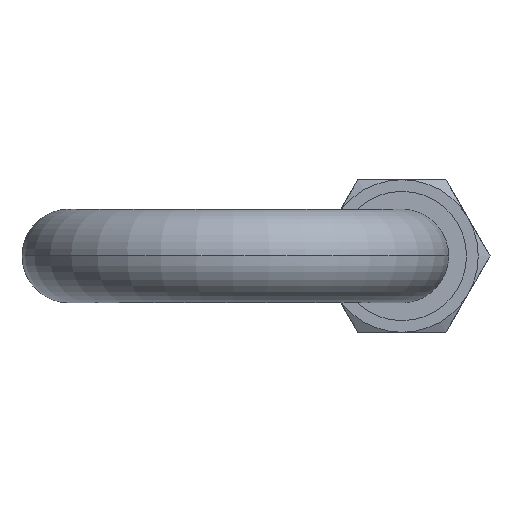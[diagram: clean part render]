
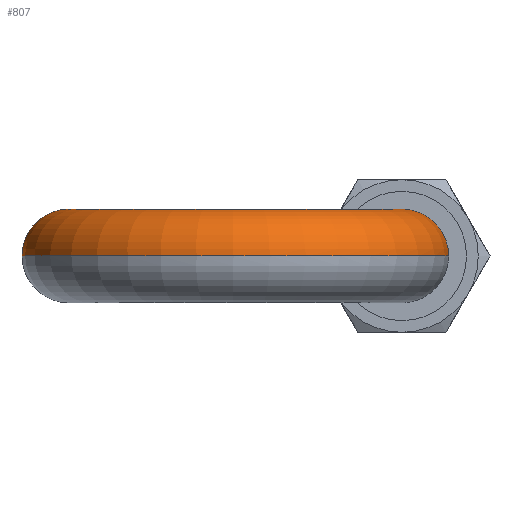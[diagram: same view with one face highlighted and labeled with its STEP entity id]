
A CAD part, front view. The second image highlights one B-rep face of the part: STEP entity #807.
In plain terms, the highlighted toroidal (fillet/blend) face has major radius 10.7 mm and minor radius 3 mm.
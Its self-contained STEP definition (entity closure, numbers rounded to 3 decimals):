
#90 = DIRECTION ( 'NONE',  ( 0., -1., 0. ) ) ;
#99 = CARTESIAN_POINT ( 'NONE',  ( 0., -15.55, 0. ) ) ;
#110 = VERTEX_POINT ( 'NONE', #1781 ) ;
#111 = CARTESIAN_POINT ( 'NONE',  ( 13.083, -15.75, 1.831 ) ) ;
#137 = ORIENTED_EDGE ( 'NONE', *, *, #1990, .T. ) ;
#267 = CARTESIAN_POINT ( 'NONE',  ( 7.697, -15.75, 0.197 ) ) ;
#272 = CARTESIAN_POINT ( 'NONE',  ( 13.602, -15.75, 0.78 ) ) ;
#281 = CARTESIAN_POINT ( 'NONE',  ( 8.714, -15.75, 2.259 ) ) ;
#288 = CARTESIAN_POINT ( 'NONE',  ( 12.202, -15.75, 2.603 ) ) ;
#294 = CARTESIAN_POINT ( 'NONE',  ( 13.679, -15.75, 0.393 ) ) ;
#391 = CARTESIAN_POINT ( 'NONE',  ( 7.697, -15.75, 0. ) ) ;
#398 = DIRECTION ( 'NONE',  ( 0., 0., 1. ) ) ;
#432 = CARTESIAN_POINT ( 'NONE',  ( 8.001, -15.75, 1.329 ) ) ;
#441 = CARTESIAN_POINT ( 'NONE',  ( 9.921, -15.75, 2.904 ) ) ;
#451 = CARTESIAN_POINT ( 'NONE',  ( 10.305, -15.75, 2.981 ) ) ;
#453 = ORIENTED_EDGE ( 'NONE', *, *, #1623, .T. ) ;
#523 = DIRECTION ( 'NONE',  ( 0., 0., 1. ) ) ;
#588 = CARTESIAN_POINT ( 'NONE',  ( 12.959, -15.75, 1.982 ) ) ;
#600 = CARTESIAN_POINT ( 'NONE',  ( 7.793, -15.75, 0.776 ) ) ;
#607 = EDGE_CURVE ( 'NONE', #1362, #984, #887, .T. ) ;
#626 = DIRECTION ( 'NONE',  ( 0., 0., 1. ) ) ;
#746 = CARTESIAN_POINT ( 'NONE',  ( 12.029, -15.75, 2.696 ) ) ;
#751 = CARTESIAN_POINT ( 'NONE',  ( 7.697, -15.75, 0. ) ) ;
#765 = FACE_OUTER_BOUND ( 'NONE', #1661, .T. ) ;
#782 = CARTESIAN_POINT ( 'NONE',  ( 0., -15.55, 0. ) ) ;
#807 = ADVANCED_FACE ( 'NONE', ( #765 ), #1056, .T. ) ;
#873 = CARTESIAN_POINT ( 'NONE',  ( 13.699, -15.75, 0. ) ) ;
#885 = CARTESIAN_POINT ( 'NONE',  ( 10.893, -15.75, 3. ) ) ;
#887 = CIRCLE ( 'NONE', #1247, 7.7 ) ;
#916 = CARTESIAN_POINT ( 'NONE',  ( 13.395, -15.75, 1.329 ) ) ;
#984 = VERTEX_POINT ( 'NONE', #391 ) ;
#1010 = EDGE_CURVE ( 'NONE', #1362, #110, #2010, .T. ) ;
#1016 = CARTESIAN_POINT ( 'NONE',  ( -10.7, -15.55, 0. ) ) ;
#1054 = CARTESIAN_POINT ( 'NONE',  ( 10.5, -15.75, 3. ) ) ;
#1056 = TOROIDAL_SURFACE ( 'NONE', #1566, 10.7, 3. ) ;
#1095 = DIRECTION ( 'NONE',  ( 1., 0., 0. ) ) ;
#1147 = CIRCLE ( 'NONE', #1894, 13.7 ) ;
#1162 = DIRECTION ( 'NONE',  ( 1., 0., 0. ) ) ;
#1197 = ORIENTED_EDGE ( 'NONE', *, *, #607, .F. ) ;
#1201 = CARTESIAN_POINT ( 'NONE',  ( 9.195, -15.75, 2.604 ) ) ;
#1216 = CARTESIAN_POINT ( 'NONE',  ( 13.545, -15.75, 0.967 ) ) ;
#1247 = AXIS2_PLACEMENT_3D ( 'NONE', #782, #626, #1095 ) ;
#1350 = CARTESIAN_POINT ( 'NONE',  ( 9.729, -15.75, 2.846 ) ) ;
#1358 = B_SPLINE_CURVE_WITH_KNOTS ( 'NONE', 3,
 ( #1513, #1369, #294, #272, #1216, #916, #1520, #111, #588, #1997, #1673, #288, #746, #1376, #1830, #1988, #885, #1054, #451, #441, #1350, #1838, #1201, #1529, #281, #1526, #1536, #1657, #432, #2005, #600, #1678, #267, #751 ),
 .UNSPECIFIED., .F., .F.,
 ( 4, 2, 2, 2, 2, 2, 2, 2, 2, 2, 2, 2, 2, 2, 2, 2, 4 ),
 ( 0.008, 0.008, 0.009, 0.009, 0.01, 0.011, 0.011, 0.012, 0.012, 0.013, 0.013, 0.014, 0.015, 0.015, 0.016, 0.016, 0.017 ),
 .UNSPECIFIED. ) ;
#1362 = VERTEX_POINT ( 'NONE', #1574 ) ;
#1369 = CARTESIAN_POINT ( 'NONE',  ( 13.699, -15.75, 0.195 ) ) ;
#1376 = CARTESIAN_POINT ( 'NONE',  ( 11.663, -15.75, 2.848 ) ) ;
#1391 = ORIENTED_EDGE ( 'NONE', *, *, #1010, .T. ) ;
#1458 = CARTESIAN_POINT ( 'NONE',  ( 0., -15.55, 0. ) ) ;
#1513 = CARTESIAN_POINT ( 'NONE',  ( 13.699, -15.75, 0. ) ) ;
#1520 = CARTESIAN_POINT ( 'NONE',  ( 13.301, -15.75, 1.505 ) ) ;
#1526 = CARTESIAN_POINT ( 'NONE',  ( 8.438, -15.75, 1.983 ) ) ;
#1527 = AXIS2_PLACEMENT_3D ( 'NONE', #1016, #90, #1784 ) ;
#1529 = CARTESIAN_POINT ( 'NONE',  ( 8.867, -15.75, 2.385 ) ) ;
#1536 = CARTESIAN_POINT ( 'NONE',  ( 8.312, -15.75, 1.83 ) ) ;
#1566 = AXIS2_PLACEMENT_3D ( 'NONE', #1458, #523, #1611 ) ;
#1574 = CARTESIAN_POINT ( 'NONE',  ( -7.7, -15.55, 0. ) ) ;
#1611 = DIRECTION ( 'NONE',  ( 1., 0., 0. ) ) ;
#1623 = EDGE_CURVE ( 'NONE', #110, #1634, #1147, .T. ) ;
#1634 = VERTEX_POINT ( 'NONE', #873 ) ;
#1657 = CARTESIAN_POINT ( 'NONE',  ( 8.093, -15.75, 1.502 ) ) ;
#1661 = EDGE_LOOP ( 'NONE', ( #1391, #453, #137, #1197 ) ) ;
#1673 = CARTESIAN_POINT ( 'NONE',  ( 12.527, -15.75, 2.386 ) ) ;
#1678 = CARTESIAN_POINT ( 'NONE',  ( 7.717, -15.75, 0.391 ) ) ;
#1781 = CARTESIAN_POINT ( 'NONE',  ( -13.7, -15.55, 0. ) ) ;
#1784 = DIRECTION ( 'NONE',  ( 0., 0., 1. ) ) ;
#1830 = CARTESIAN_POINT ( 'NONE',  ( 11.475, -15.75, 2.904 ) ) ;
#1838 = CARTESIAN_POINT ( 'NONE',  ( 9.368, -15.75, 2.696 ) ) ;
#1894 = AXIS2_PLACEMENT_3D ( 'NONE', #99, #398, #1162 ) ;
#1988 = CARTESIAN_POINT ( 'NONE',  ( 11.092, -15.75, 2.981 ) ) ;
#1990 = EDGE_CURVE ( 'NONE', #1634, #984, #1358, .T. ) ;
#1997 = CARTESIAN_POINT ( 'NONE',  ( 12.681, -15.75, 2.26 ) ) ;
#2005 = CARTESIAN_POINT ( 'NONE',  ( 7.851, -15.75, 0.967 ) ) ;
#2010 = CIRCLE ( 'NONE', #1527, 3. ) ;
